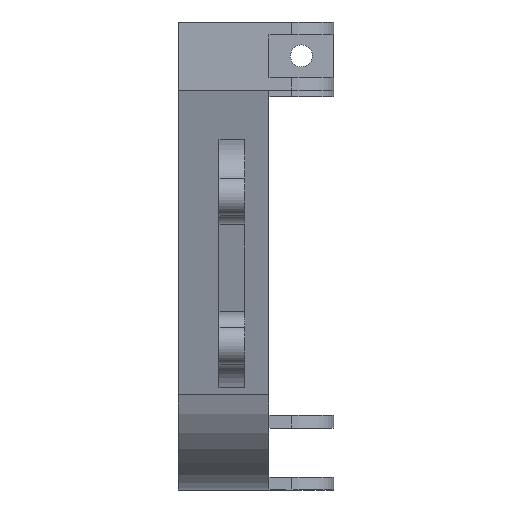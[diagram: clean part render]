
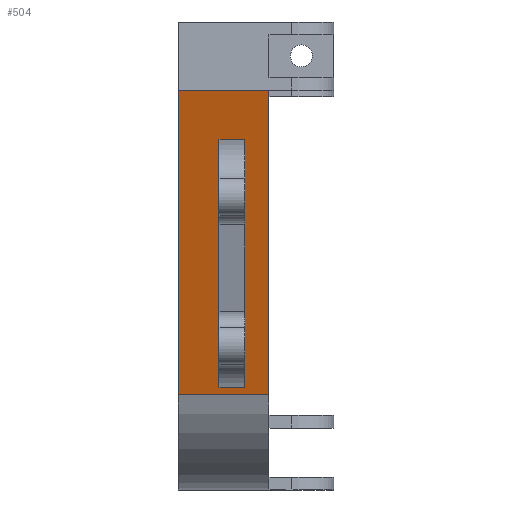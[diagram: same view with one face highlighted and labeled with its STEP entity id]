
A CAD part, left-side view. The second image highlights one B-rep face of the part: STEP entity #504.
In plain terms, the highlighted planar face has unit normal (-0.964, 0, -0.266).
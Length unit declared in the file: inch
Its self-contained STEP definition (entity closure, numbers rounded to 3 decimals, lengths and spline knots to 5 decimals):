
#10 = CARTESIAN_POINT ( 'NONE',  ( -2.06137, 1.4, -0.56832 ) ) ;
#66 = VECTOR ( 'NONE', #1908, 39.37008 ) ;
#93 = CARTESIAN_POINT ( 'NONE',  ( -2.06137, 1.4, -0.56832 ) ) ;
#130 = DIRECTION ( 'NONE',  ( -0.266, 0., 0.964 ) ) ;
#136 = DIRECTION ( 'NONE',  ( -0.266, 0., 0.964 ) ) ;
#159 = EDGE_CURVE ( 'NONE', #1126, #1090, #737, .T. ) ;
#215 = EDGE_CURVE ( 'NONE', #1090, #692, #1801, .T. ) ;
#310 = FACE_OUTER_BOUND ( 'NONE', #1559, .T. ) ;
#335 = EDGE_CURVE ( 'NONE', #3374, #2671, #3475, .T. ) ;
#503 = DIRECTION ( 'NONE',  ( -0.266, 0., 0.964 ) ) ;
#504 = ADVANCED_FACE ( 'NONE', ( #310, #2942 ), #4228, .F. ) ;
#555 = VECTOR ( 'NONE', #130, 39.37008 ) ;
#594 = EDGE_CURVE ( 'NONE', #2844, #2406, #1120, .T. ) ;
#669 = DIRECTION ( 'NONE',  ( 0.266, 0., -0.964 ) ) ;
#691 = DIRECTION ( 'NONE',  ( 0.964, 0., 0.266 ) ) ;
#692 = VERTEX_POINT ( 'NONE', #3492 ) ;
#737 = LINE ( 'NONE', #2138, #2470 ) ;
#940 = CARTESIAN_POINT ( 'NONE',  ( -2.79397, 1.4, 2.08891 ) ) ;
#941 = EDGE_CURVE ( 'NONE', #1126, #3806, #2674, .T. ) ;
#1053 = CARTESIAN_POINT ( 'NONE',  ( -2.06137, 2.17008, -0.56832 ) ) ;
#1090 = VERTEX_POINT ( 'NONE', #4148 ) ;
#1120 = LINE ( 'NONE', #93, #1500 ) ;
#1126 = VERTEX_POINT ( 'NONE', #1868 ) ;
#1500 = VECTOR ( 'NONE', #136, 39.37008 ) ;
#1524 = VECTOR ( 'NONE', #4183, 39.37008 ) ;
#1559 = EDGE_LOOP ( 'NONE', ( #3852, #2809, #2122, #3697 ) ) ;
#1594 = LINE ( 'NONE', #940, #2216 ) ;
#1801 = LINE ( 'NONE', #2054, #3285 ) ;
#1860 = ORIENTED_EDGE ( 'NONE', *, *, #941, .T. ) ;
#1868 = CARTESIAN_POINT ( 'NONE',  ( -1.53065, 2.17008, -2.49332 ) ) ;
#1908 = DIRECTION ( 'NONE',  ( -0.266, 0., 0.964 ) ) ;
#1919 = CARTESIAN_POINT ( 'NONE',  ( -2.79397, 2.8, 2.08891 ) ) ;
#1993 = CARTESIAN_POINT ( 'NONE',  ( -1.50122, 1.4, -2.60005 ) ) ;
#2054 = CARTESIAN_POINT ( 'NONE',  ( -2.06137, 1.77638, -0.56832 ) ) ;
#2122 = ORIENTED_EDGE ( 'NONE', *, *, #594, .T. ) ;
#2138 = CARTESIAN_POINT ( 'NONE',  ( -1.53065, 1.4, -2.49332 ) ) ;
#2191 = CARTESIAN_POINT ( 'NONE',  ( -1.50122, 2.8, -2.60005 ) ) ;
#2216 = VECTOR ( 'NONE', #3338, 39.37008 ) ;
#2267 = LINE ( 'NONE', #3187, #1524 ) ;
#2406 = VERTEX_POINT ( 'NONE', #2456 ) ;
#2456 = CARTESIAN_POINT ( 'NONE',  ( -2.79397, 1.4, 2.08891 ) ) ;
#2470 = VECTOR ( 'NONE', #2710, 39.37008 ) ;
#2671 = VERTEX_POINT ( 'NONE', #1919 ) ;
#2674 = LINE ( 'NONE', #1053, #555 ) ;
#2710 = DIRECTION ( 'NONE',  ( 0., -1., 0. ) ) ;
#2772 = VECTOR ( 'NONE', #3010, 39.37008 ) ;
#2809 = ORIENTED_EDGE ( 'NONE', *, *, #3481, .F. ) ;
#2819 = ORIENTED_EDGE ( 'NONE', *, *, #2948, .F. ) ;
#2838 = ORIENTED_EDGE ( 'NONE', *, *, #215, .F. ) ;
#2844 = VERTEX_POINT ( 'NONE', #3054 ) ;
#2942 = FACE_BOUND ( 'NONE', #3114, .T. ) ;
#2948 = EDGE_CURVE ( 'NONE', #692, #3806, #2267, .T. ) ;
#2990 = LINE ( 'NONE', #1993, #2772 ) ;
#3010 = DIRECTION ( 'NONE',  ( 0., 1., 0. ) ) ;
#3054 = CARTESIAN_POINT ( 'NONE',  ( -1.50122, 1.4, -2.60005 ) ) ;
#3114 = EDGE_LOOP ( 'NONE', ( #1860, #2819, #2838, #3454 ) ) ;
#3164 = CARTESIAN_POINT ( 'NONE',  ( -2.06137, 2.8, -0.56832 ) ) ;
#3187 = CARTESIAN_POINT ( 'NONE',  ( -2.58485, 1.4, 1.3304 ) ) ;
#3285 = VECTOR ( 'NONE', #503, 39.37008 ) ;
#3338 = DIRECTION ( 'NONE',  ( 0., 1., 0. ) ) ;
#3374 = VERTEX_POINT ( 'NONE', #2191 ) ;
#3399 = EDGE_CURVE ( 'NONE', #2406, #2671, #1594, .T. ) ;
#3410 = AXIS2_PLACEMENT_3D ( 'NONE', #10, #691, #669 ) ;
#3454 = ORIENTED_EDGE ( 'NONE', *, *, #159, .F. ) ;
#3475 = LINE ( 'NONE', #3164, #66 ) ;
#3481 = EDGE_CURVE ( 'NONE', #2844, #3374, #2990, .T. ) ;
#3492 = CARTESIAN_POINT ( 'NONE',  ( -2.58485, 1.77638, 1.3304 ) ) ;
#3697 = ORIENTED_EDGE ( 'NONE', *, *, #3399, .T. ) ;
#3806 = VERTEX_POINT ( 'NONE', #3990 ) ;
#3852 = ORIENTED_EDGE ( 'NONE', *, *, #335, .F. ) ;
#3990 = CARTESIAN_POINT ( 'NONE',  ( -2.58485, 2.17008, 1.3304 ) ) ;
#4148 = CARTESIAN_POINT ( 'NONE',  ( -1.53065, 1.77638, -2.49332 ) ) ;
#4183 = DIRECTION ( 'NONE',  ( 0., 1., 0. ) ) ;
#4228 = PLANE ( 'NONE',  #3410 ) ;
